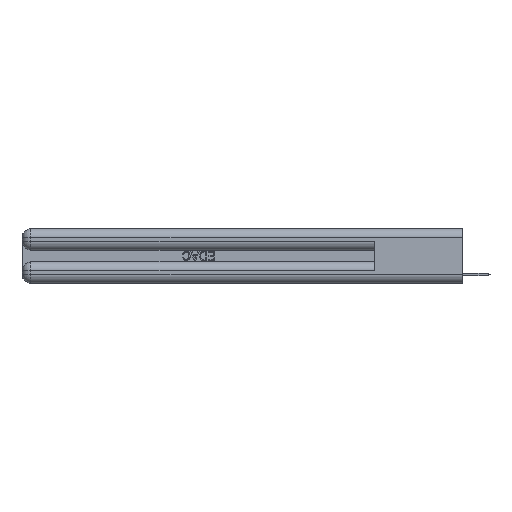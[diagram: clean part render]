
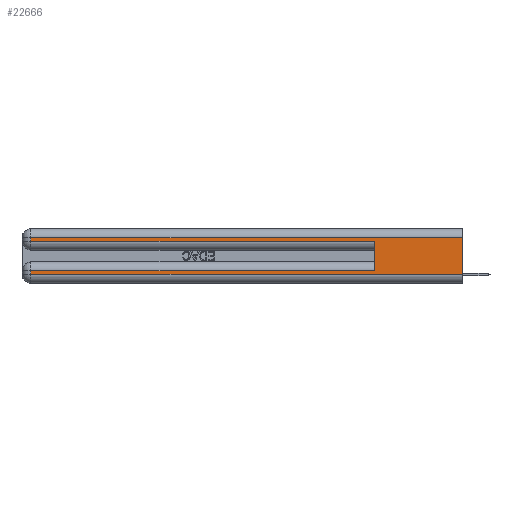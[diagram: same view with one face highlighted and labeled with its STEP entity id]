
A CAD part, left-side view. The second image highlights one B-rep face of the part: STEP entity #22666.
In plain terms, the highlighted planar face has unit normal (-1, 0, 0).
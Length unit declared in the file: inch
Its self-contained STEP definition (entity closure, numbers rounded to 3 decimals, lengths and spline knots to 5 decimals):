
#62 = VECTOR ( 'NONE', #25663, 39.37008 ) ;
#144 = LINE ( 'NONE', #24986, #24015 ) ;
#1901 = CARTESIAN_POINT ( 'NONE',  ( 0., 0., 0.37 ) ) ;
#2100 = EDGE_CURVE ( 'NONE', #13394, #5800, #5364, .T. ) ;
#2121 = PLANE ( 'NONE',  #11206 ) ;
#2891 = ORIENTED_EDGE ( 'NONE', *, *, #5202, .F. ) ;
#3969 = DIRECTION ( 'NONE',  ( 0., 0., -1. ) ) ;
#5202 = EDGE_CURVE ( 'NONE', #17565, #5800, #29307, .T. ) ;
#5364 = LINE ( 'NONE', #16715, #62 ) ;
#5800 = VERTEX_POINT ( 'NONE', #10950 ) ;
#6345 = LINE ( 'NONE', #11203, #25245 ) ;
#7273 = ORIENTED_EDGE ( 'NONE', *, *, #29408, .T. ) ;
#8082 = EDGE_CURVE ( 'NONE', #16299, #18038, #18566, .T. ) ;
#8316 = VECTOR ( 'NONE', #21123, 39.37008 ) ;
#8446 = CARTESIAN_POINT ( 'NONE',  ( 0., 0., 0.37 ) ) ;
#8569 = FACE_OUTER_BOUND ( 'NONE', #25171, .T. ) ;
#8711 = ORIENTED_EDGE ( 'NONE', *, *, #28019, .T. ) ;
#9450 = CARTESIAN_POINT ( 'NONE',  ( 0., 0.6, 0.085 ) ) ;
#9971 = DIRECTION ( 'NONE',  ( 0., -1., 0. ) ) ;
#10468 = CARTESIAN_POINT ( 'NONE',  ( 0., 2.94, 0.31 ) ) ;
#10691 = CARTESIAN_POINT ( 'NONE',  ( 0., 2.94, 0.06 ) ) ;
#10950 = CARTESIAN_POINT ( 'NONE',  ( 0., 0.6, 0.285 ) ) ;
#11203 = CARTESIAN_POINT ( 'NONE',  ( 0., 2.94, 0.37 ) ) ;
#11206 = AXIS2_PLACEMENT_3D ( 'NONE', #1901, #17946, #17855 ) ;
#11499 = DIRECTION ( 'NONE',  ( 0., 0., -1. ) ) ;
#12110 = DIRECTION ( 'NONE',  ( 0., 1., 0. ) ) ;
#13211 = EDGE_CURVE ( 'NONE', #24056, #18038, #23113, .T. ) ;
#13394 = VERTEX_POINT ( 'NONE', #17876 ) ;
#14325 = DIRECTION ( 'NONE',  ( 0., 1., 0. ) ) ;
#15054 = LINE ( 'NONE', #22424, #20398 ) ;
#16066 = VECTOR ( 'NONE', #3969, 39.37008 ) ;
#16299 = VERTEX_POINT ( 'NONE', #24016 ) ;
#16715 = CARTESIAN_POINT ( 'NONE',  ( 0., 0., 0.285 ) ) ;
#17069 = VECTOR ( 'NONE', #9971, 39.37008 ) ;
#17565 = VERTEX_POINT ( 'NONE', #9450 ) ;
#17855 = DIRECTION ( 'NONE',  ( 0., 0., -1. ) ) ;
#17876 = CARTESIAN_POINT ( 'NONE',  ( 0., 2.94, 0.285 ) ) ;
#17946 = DIRECTION ( 'NONE',  ( 1., 0., 0. ) ) ;
#18038 = VERTEX_POINT ( 'NONE', #27810 ) ;
#18072 = VERTEX_POINT ( 'NONE', #10468 ) ;
#18139 = ORIENTED_EDGE ( 'NONE', *, *, #22632, .T. ) ;
#18566 = LINE ( 'NONE', #8446, #16066 ) ;
#18763 = ORIENTED_EDGE ( 'NONE', *, *, #13211, .T. ) ;
#18858 = CARTESIAN_POINT ( 'NONE',  ( 0., 0., 0.085 ) ) ;
#19163 = CARTESIAN_POINT ( 'NONE',  ( 0., 0.6, 0.145 ) ) ;
#20398 = VECTOR ( 'NONE', #26907, 39.37008 ) ;
#20556 = EDGE_CURVE ( 'NONE', #27125, #24056, #6345, .T. ) ;
#20995 = LINE ( 'NONE', #18858, #24540 ) ;
#21123 = DIRECTION ( 'NONE',  ( 0., 0., 1. ) ) ;
#21494 = ORIENTED_EDGE ( 'NONE', *, *, #2100, .T. ) ;
#22424 = CARTESIAN_POINT ( 'NONE',  ( 0., 2.94, 0.37 ) ) ;
#22632 = EDGE_CURVE ( 'NONE', #18072, #13394, #15054, .T. ) ;
#22666 = ADVANCED_FACE ( 'NONE', ( #8569 ), #2121, .F. ) ;
#22982 = CARTESIAN_POINT ( 'NONE',  ( 0., 0., 0.06 ) ) ;
#23113 = LINE ( 'NONE', #22982, #17069 ) ;
#24015 = VECTOR ( 'NONE', #14325, 39.37008 ) ;
#24016 = CARTESIAN_POINT ( 'NONE',  ( 0., 0., 0.31 ) ) ;
#24056 = VERTEX_POINT ( 'NONE', #10691 ) ;
#24540 = VECTOR ( 'NONE', #12110, 39.37008 ) ;
#24910 = ORIENTED_EDGE ( 'NONE', *, *, #20556, .T. ) ;
#24986 = CARTESIAN_POINT ( 'NONE',  ( 0., 0., 0.31 ) ) ;
#25171 = EDGE_LOOP ( 'NONE', ( #26250, #8711, #18139, #21494, #2891, #7273, #24910, #18763 ) ) ;
#25245 = VECTOR ( 'NONE', #11499, 39.37008 ) ;
#25663 = DIRECTION ( 'NONE',  ( 0., -1., 0. ) ) ;
#26250 = ORIENTED_EDGE ( 'NONE', *, *, #8082, .F. ) ;
#26907 = DIRECTION ( 'NONE',  ( 0., 0., -1. ) ) ;
#27125 = VERTEX_POINT ( 'NONE', #29179 ) ;
#27810 = CARTESIAN_POINT ( 'NONE',  ( 0., 0., 0.06 ) ) ;
#28019 = EDGE_CURVE ( 'NONE', #16299, #18072, #144, .T. ) ;
#29179 = CARTESIAN_POINT ( 'NONE',  ( 0., 2.94, 0.085 ) ) ;
#29307 = LINE ( 'NONE', #19163, #8316 ) ;
#29408 = EDGE_CURVE ( 'NONE', #17565, #27125, #20995, .T. ) ;
